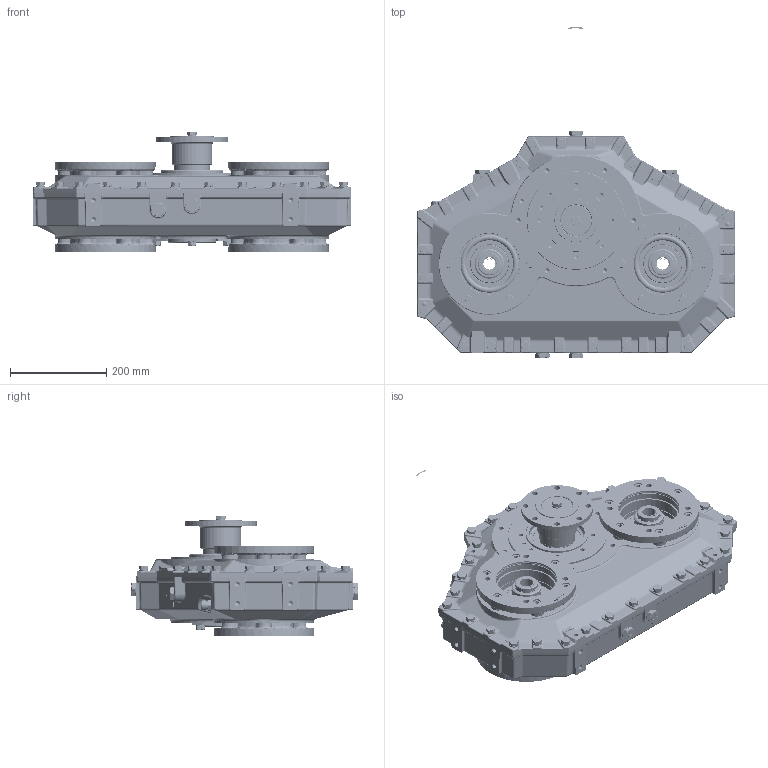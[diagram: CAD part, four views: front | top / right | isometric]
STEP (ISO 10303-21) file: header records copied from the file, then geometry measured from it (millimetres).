
FILE_DESCRIPTION (( 'STEP AP214' ), '1' );
FILE_NAME ('1029017T.STEP', '2018-05-15T12:05:33', ( 'utente' ), ( 'Hewlett-Packard Company' ), 'SwSTEP 2.0', 'SolidWorks 2015', '' );
FILE_SCHEMA (( 'AUTOMOTIVE_DESIGN' ));
Length unit declared in the file: millimetre
Products named in the file (10): 1029017T; IT1042052_rev00-installation; IT2062146_rev00-installation; IT1054022_rev00-installation; IT0000198_rev00-installation; ITam230-001_rev01-installation; ITam230-002_rev00-installation; IT4588040_rev00-installation; IT2021216_rev03-installation; ITB00500000_rev00-installation
Assembly tree (13 placements, depth 2):
  1029017T
    ITB00500000_rev00-installation
    IT2021216_rev03-installation  x2
    IT4588040_rev00-installation
    ITam230-002_rev00-installation
    ITam230-001_rev01-installation
    IT0000198_rev00-installation
    IT1054022_rev00-installation
    IT2062146_rev00-installation
    IT1042052_rev00-installation  x4
Bounding box: 660 x 690.04 x 250.5 mm (x, y, z)
Volume: 4836120.4 mm3; surface area: 2303631.2 mm2
Topology: 65 solids, 183 shells, 7947 faces, 19129 edges, 12144 vertices
Faces by surface type: plane 3689, cylinder 1924, bspline 1383, cone 519, torus 316, sphere 116
Full cylindrical faces by diameter (mm): 2 x8, 5 x1, 8 x2, 8.5 x50, 10 x134, 10.2 x46, 10.5 x30, 11 x27, 12 x72, 13 x2, 14 x32, 16 x24, 16.2 x33, 17 x24, 17.2 x1, 18 x1, 18.5 x5, 18.631 x5, 19.3 x1, 20 x6, 20.7 x1, 21 x3, 21.3 x1, 23.7 x1, 25.946 x3, 26 x3, 26.6 x3, 27 x3, 27.65 x8, 30 x2
Entity records: 260024 total; most frequent: CARTESIAN_POINT 79314, ORIENTED_EDGE 24709, DIRECTION 22101, EDGE_CURVE 12356, VERTEX_POINT 8150, AXIS2_PLACEMENT_3D 8036, EDGE_LOOP 6899, FACE_OUTER_BOUND 6196
